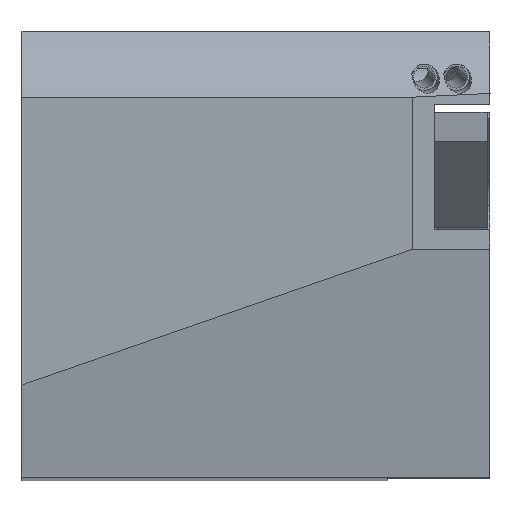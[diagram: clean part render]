
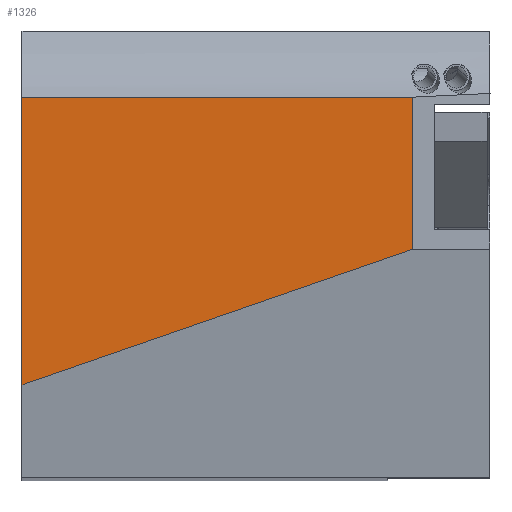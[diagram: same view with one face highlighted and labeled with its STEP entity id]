
A CAD part, top view. The second image highlights one B-rep face of the part: STEP entity #1326.
In plain terms, the highlighted planar face has unit normal (-0.061, 0, 0.998).
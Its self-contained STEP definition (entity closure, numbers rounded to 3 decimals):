
#148 = CARTESIAN_POINT ( 'NONE',  ( 181.797, 69.399, 9.486 ) ) ;
#169 = CARTESIAN_POINT ( 'NONE',  ( 26.7, 26., 0. ) ) ;
#396 = CARTESIAN_POINT ( 'NONE',  ( 26.7, 15.6, 0. ) ) ;
#536 = CARTESIAN_POINT ( 'NONE',  ( 0., 6.339, -1.633 ) ) ;
#543 = AXIS2_PLACEMENT_3D ( 'NONE', #4055, #4045, #4038 ) ;
#700 = DIRECTION ( 'NONE',  ( 0., -1., 0. ) ) ;
#1326 = ADVANCED_FACE ( 'NONE', ( #1779 ), #4061, .T. ) ;
#1362 = VECTOR ( 'NONE', #5354, 1000. ) ;
#1418 = DIRECTION ( 'NONE',  ( 0.998, 0., 0.061 ) ) ;
#1612 = ORIENTED_EDGE ( 'NONE', *, *, #4406, .F. ) ;
#1779 = FACE_OUTER_BOUND ( 'NONE', #2777, .T. ) ;
#1837 = ORIENTED_EDGE ( 'NONE', *, *, #4780, .T. ) ;
#2176 = VERTEX_POINT ( 'NONE', #536 ) ;
#2248 = CARTESIAN_POINT ( 'NONE',  ( 0., 26., -1.633 ) ) ;
#2696 = DIRECTION ( 'NONE',  ( 0., 1., 0. ) ) ;
#2777 = EDGE_LOOP ( 'NONE', ( #4625, #1612, #1837, #5088 ) ) ;
#3329 = VERTEX_POINT ( 'NONE', #396 ) ;
#3546 = VECTOR ( 'NONE', #1418, 1000. ) ;
#3553 = LINE ( 'NONE', #3859, #5694 ) ;
#3859 = CARTESIAN_POINT ( 'NONE',  ( 26.7, 189.288, 0. ) ) ;
#4038 = DIRECTION ( 'NONE',  ( 0.998, 0., 0.061 ) ) ;
#4045 = DIRECTION ( 'NONE',  ( -0.061, 0., 0.998 ) ) ;
#4055 = CARTESIAN_POINT ( 'NONE',  ( 26.7, 189.288, 0. ) ) ;
#4061 = PLANE ( 'NONE',  #543 ) ;
#4077 = VERTEX_POINT ( 'NONE', #169 ) ;
#4406 = EDGE_CURVE ( 'NONE', #2176, #5181, #5238, .T. ) ;
#4464 = VECTOR ( 'NONE', #2696, 1000. ) ;
#4505 = CARTESIAN_POINT ( 'NONE',  ( -7.517, 26., -2.093 ) ) ;
#4570 = EDGE_CURVE ( 'NONE', #4077, #3329, #3553, .T. ) ;
#4625 = ORIENTED_EDGE ( 'NONE', *, *, #6386, .F. ) ;
#4780 = EDGE_CURVE ( 'NONE', #2176, #3329, #6515, .T. ) ;
#5088 = ORIENTED_EDGE ( 'NONE', *, *, #4570, .F. ) ;
#5181 = VERTEX_POINT ( 'NONE', #2248 ) ;
#5238 = LINE ( 'NONE', #6653, #4464 ) ;
#5354 = DIRECTION ( 'NONE',  ( 0.943, 0.327, 0.058 ) ) ;
#5694 = VECTOR ( 'NONE', #700, 1000. ) ;
#6386 = EDGE_CURVE ( 'NONE', #5181, #4077, #6537, .T. ) ;
#6515 = LINE ( 'NONE', #148, #1362 ) ;
#6537 = LINE ( 'NONE', #4505, #3546 ) ;
#6653 = CARTESIAN_POINT ( 'NONE',  ( 0., 0., -1.633 ) ) ;
